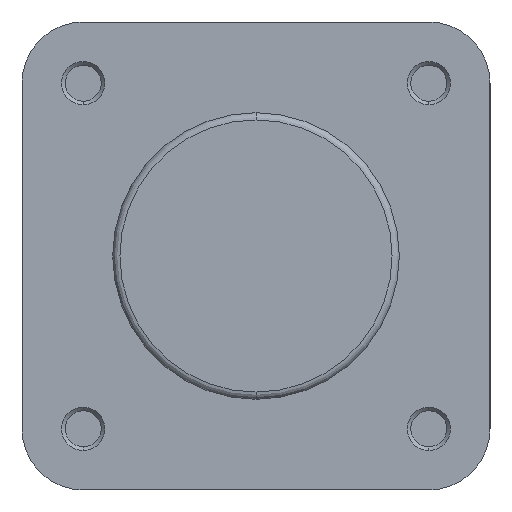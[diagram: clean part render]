
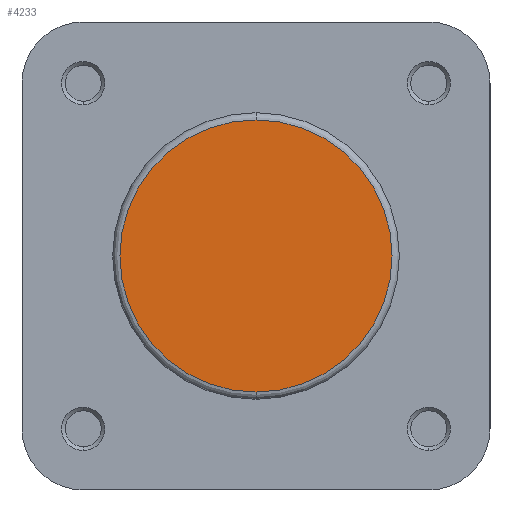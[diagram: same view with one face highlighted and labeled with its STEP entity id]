
A CAD part, left-side view. The second image highlights one B-rep face of the part: STEP entity #4233.
In plain terms, the highlighted planar face has unit normal (-1, 0, 0).
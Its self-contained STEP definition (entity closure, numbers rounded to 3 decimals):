
#45 = ORIENTED_EDGE ( 'NONE', *, *, #3341, .T. ) ;
#74 = ORIENTED_EDGE ( 'NONE', *, *, #3281, .T. ) ;
#144 = CARTESIAN_POINT ( 'NONE',  ( 21., 0., 0. ) ) ;
#151 = DIRECTION ( 'NONE',  ( -1., 0., 0. ) ) ;
#152 = DIRECTION ( 'NONE',  ( 0., 0., -1. ) ) ;
#1530 = FACE_OUTER_BOUND ( 'NONE', #5300, .T. ) ;
#1879 = PLANE ( 'NONE',  #3998 ) ;
#1886 = CARTESIAN_POINT ( 'NONE',  ( 21., 19.9, 0. ) ) ;
#1895 = DIRECTION ( 'NONE',  ( 1., 0., 0. ) ) ;
#1896 = DIRECTION ( 'NONE',  ( 0., 0., -1. ) ) ;
#2543 = CARTESIAN_POINT ( 'NONE',  ( 21., 0., 18.9 ) ) ;
#2546 = CARTESIAN_POINT ( 'NONE',  ( 21., 0., -18.9 ) ) ;
#3281 = EDGE_CURVE ( 'NONE', #4811, #4808, #5489, .T. ) ;
#3341 = EDGE_CURVE ( 'NONE', #4808, #4811, #5575, .T. ) ;
#3714 = AXIS2_PLACEMENT_3D ( 'NONE', #4512, #4511, #4510 ) ;
#3749 = AXIS2_PLACEMENT_3D ( 'NONE', #144, #151, #152 ) ;
#3998 = AXIS2_PLACEMENT_3D ( 'NONE', #1886, #1895, #1896 ) ;
#4233 = ADVANCED_FACE ( 'NONE', ( #1530 ), #1879, .F. ) ;
#4510 = DIRECTION ( 'NONE',  ( 0., 0., -1. ) ) ;
#4511 = DIRECTION ( 'NONE',  ( -1., 0., 0. ) ) ;
#4512 = CARTESIAN_POINT ( 'NONE',  ( 21., 0., 0. ) ) ;
#4808 = VERTEX_POINT ( 'NONE', #2543 ) ;
#4811 = VERTEX_POINT ( 'NONE', #2546 ) ;
#5300 = EDGE_LOOP ( 'NONE', ( #74, #45 ) ) ;
#5489 = CIRCLE ( 'NONE', #3714, 18.9 ) ;
#5575 = CIRCLE ( 'NONE', #3749, 18.9 ) ;
